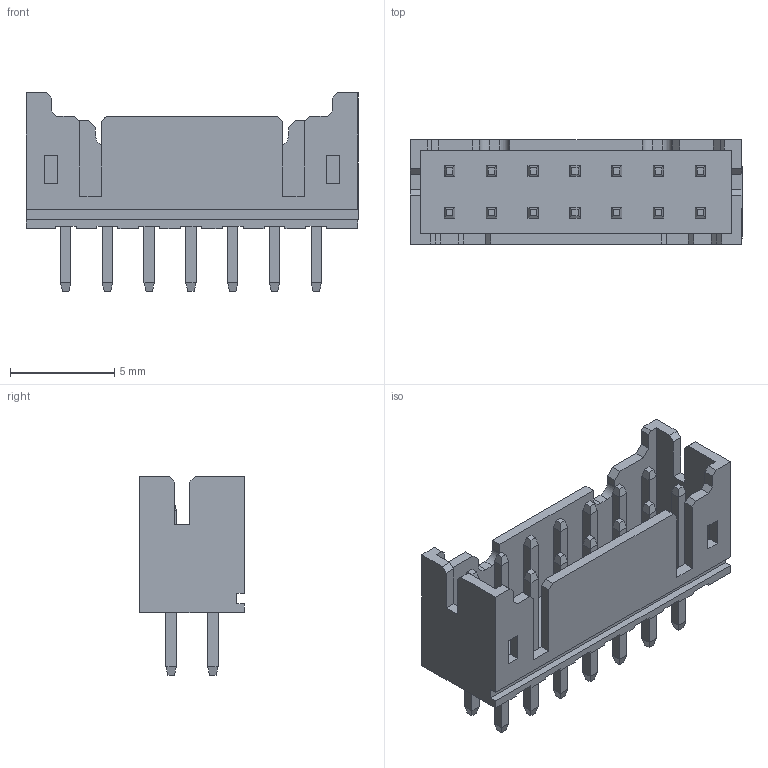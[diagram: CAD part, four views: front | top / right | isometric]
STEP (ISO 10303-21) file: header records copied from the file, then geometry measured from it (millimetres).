
FILE_DESCRIPTION (( 'STEP AP214' ), '1' );
FILE_NAME ('CONN-TH_14P-P2.00_B14B-PHDSS-B-LF-SN.step', '2022-08-02T13:50:25', ( '' ), ( '' ), 'SwSTEP 2.0', 'SolidWorks 2020', '' );
FILE_SCHEMA (( 'AUTOMOTIVE_DESIGN' ));
Length unit declared in the file: millimetre
Products named in the file (1): CONN-TH_14P-P2.00_B14B-PHDSS-B-LF-SN
Bounding box: 15.9 x 5 x 9.5 mm (x, y, z)
Volume: 153.4 mm3; surface area: 807.4 mm2
Topology: 14 solids, 14 shells, 646 faces, 1637 edges, 1054 vertices
Faces by surface type: plane 530, bspline 112, cylinder 4
Entity records: 26847 total; most frequent: CARTESIAN_POINT 5442, ORIENTED_EDGE 3274, DIRECTION 2487, EDGE_CURVE 1637, LINE 1401, VECTOR 1401, VERTEX_POINT 1054, EDGE_LOOP 697
